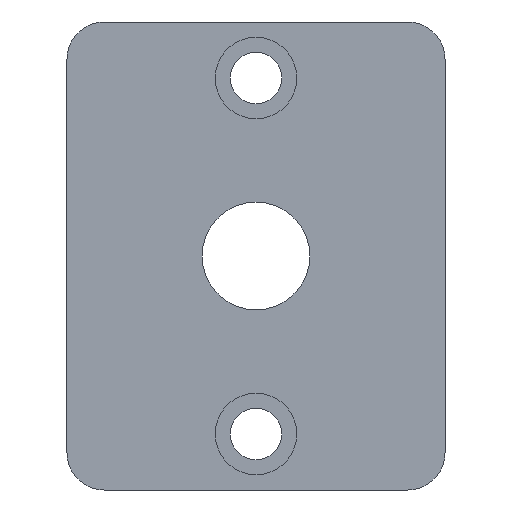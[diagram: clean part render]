
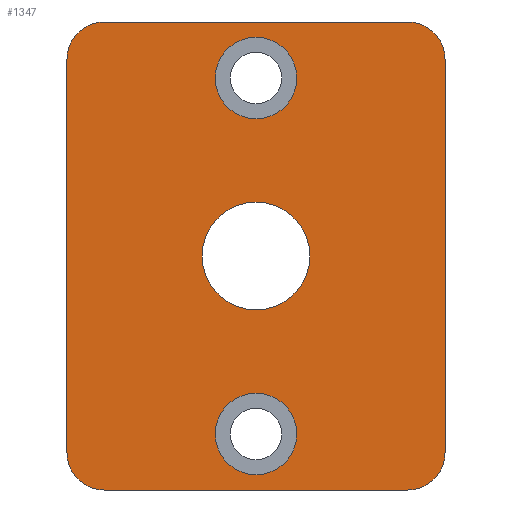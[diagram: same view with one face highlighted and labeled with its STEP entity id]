
A CAD part, front view. The second image highlights one B-rep face of the part: STEP entity #1347.
In plain terms, the highlighted planar face has unit normal (0, -1, 0).
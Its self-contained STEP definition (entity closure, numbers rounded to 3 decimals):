
#9 = ORIENTED_EDGE ( 'NONE', *, *, #569, .F. ) ;
#83 = CARTESIAN_POINT ( 'NONE',  ( -7.725, -31.2, 39.012 ) ) ;
#88 = ORIENTED_EDGE ( 'NONE', *, *, #1200, .T. ) ;
#91 = CARTESIAN_POINT ( 'NONE',  ( -7.725, -31.2, 0.987 ) ) ;
#94 = CARTESIAN_POINT ( 'NONE',  ( 12.825, -31.2, -1. ) ) ;
#104 = CARTESIAN_POINT ( 'NONE',  ( 0.975, -31.2, 39.012 ) ) ;
#121 = AXIS2_PLACEMENT_3D ( 'NONE', #282, #1642, #739 ) ;
#159 = VERTEX_POINT ( 'NONE', #1182 ) ;
#163 = DIRECTION ( 'NONE',  ( 0., 1., 0. ) ) ;
#168 = ORIENTED_EDGE ( 'NONE', *, *, #1385, .F. ) ;
#182 = DIRECTION ( 'NONE',  ( 0., -1., 0. ) ) ;
#190 = VERTEX_POINT ( 'NONE', #259 ) ;
#203 = CARTESIAN_POINT ( 'NONE',  ( -19.575, -31.2, 45. ) ) ;
#228 = EDGE_LOOP ( 'NONE', ( #1604, #565 ) ) ;
#241 = CARTESIAN_POINT ( 'NONE',  ( -23.575, -31.2, -5. ) ) ;
#259 = CARTESIAN_POINT ( 'NONE',  ( 12.825, -31.2, 45. ) ) ;
#274 = CARTESIAN_POINT ( 'NONE',  ( -23.575, -31.2, -1. ) ) ;
#281 = EDGE_CURVE ( 'NONE', #190, #1150, #616, .T. ) ;
#282 = CARTESIAN_POINT ( 'NONE',  ( -19.575, -31.2, -1. ) ) ;
#283 = EDGE_CURVE ( 'NONE', #1611, #605, #456, .T. ) ;
#292 = DIRECTION ( 'NONE',  ( 0., -1., 0. ) ) ;
#295 = CARTESIAN_POINT ( 'NONE',  ( -23.575, -31.2, 41. ) ) ;
#310 = CARTESIAN_POINT ( 'NONE',  ( -3.375, -31.2, 39.012 ) ) ;
#321 = FACE_OUTER_BOUND ( 'NONE', #1542, .T. ) ;
#348 = DIRECTION ( 'NONE',  ( -1., 0., 0. ) ) ;
#360 = DIRECTION ( 'NONE',  ( -1., 0., 0. ) ) ;
#369 = VERTEX_POINT ( 'NONE', #1415 ) ;
#378 = AXIS2_PLACEMENT_3D ( 'NONE', #310, #1264, #1244 ) ;
#381 = AXIS2_PLACEMENT_3D ( 'NONE', #1141, #182, #360 ) ;
#382 = CARTESIAN_POINT ( 'NONE',  ( 16.825, -31.2, -1. ) ) ;
#388 = CARTESIAN_POINT ( 'NONE',  ( -3.375, -31.2, 0.987 ) ) ;
#410 = CIRCLE ( 'NONE', #121, 4. ) ;
#417 = LINE ( 'NONE', #241, #907 ) ;
#432 = DIRECTION ( 'NONE',  ( -1., 0., 0. ) ) ;
#437 = ORIENTED_EDGE ( 'NONE', *, *, #283, .F. ) ;
#451 = VERTEX_POINT ( 'NONE', #1008 ) ;
#456 = LINE ( 'NONE', #623, #578 ) ;
#471 = AXIS2_PLACEMENT_3D ( 'NONE', #388, #1019, #560 ) ;
#481 = DIRECTION ( 'NONE',  ( 1., 0., 0. ) ) ;
#509 = CIRCLE ( 'NONE', #1207, 4.35 ) ;
#541 = VERTEX_POINT ( 'NONE', #83 ) ;
#558 = CARTESIAN_POINT ( 'NONE',  ( 16.825, -31.2, 41. ) ) ;
#560 = DIRECTION ( 'NONE',  ( 1., 0., 0. ) ) ;
#565 = ORIENTED_EDGE ( 'NONE', *, *, #714, .F. ) ;
#569 = EDGE_CURVE ( 'NONE', #1615, #451, #1903, .T. ) ;
#578 = VECTOR ( 'NONE', #1540, 1000. ) ;
#582 = CARTESIAN_POINT ( 'NONE',  ( 16.825, -31.2, -5. ) ) ;
#605 = VERTEX_POINT ( 'NONE', #1798 ) ;
#616 = LINE ( 'NONE', #1255, #866 ) ;
#623 = CARTESIAN_POINT ( 'NONE',  ( 16.825, -31.2, -5. ) ) ;
#679 = VERTEX_POINT ( 'NONE', #274 ) ;
#691 = VERTEX_POINT ( 'NONE', #295 ) ;
#693 = ORIENTED_EDGE ( 'NONE', *, *, #1857, .T. ) ;
#704 = CARTESIAN_POINT ( 'NONE',  ( 12.825, -31.2, -5. ) ) ;
#714 = EDGE_CURVE ( 'NONE', #159, #369, #1367, .T. ) ;
#718 = DIRECTION ( 'NONE',  ( -1., 0., 0. ) ) ;
#726 = ORIENTED_EDGE ( 'NONE', *, *, #1535, .T. ) ;
#739 = DIRECTION ( 'NONE',  ( -1., 0., 0. ) ) ;
#795 = CARTESIAN_POINT ( 'NONE',  ( -3.375, -31.2, 39.012 ) ) ;
#810 = CIRCLE ( 'NONE', #1301, 4. ) ;
#817 = DIRECTION ( 'NONE',  ( 0., -1., 0. ) ) ;
#863 = CIRCLE ( 'NONE', #1649, 5.75 ) ;
#866 = VECTOR ( 'NONE', #1853, 1000. ) ;
#874 = AXIS2_PLACEMENT_3D ( 'NONE', #1451, #817, #348 ) ;
#875 = DIRECTION ( 'NONE',  ( 0., -1., 0. ) ) ;
#887 = DIRECTION ( 'NONE',  ( 0., -1., 0. ) ) ;
#907 = VECTOR ( 'NONE', #1805, 1000. ) ;
#968 = CIRCLE ( 'NONE', #874, 4. ) ;
#1008 = CARTESIAN_POINT ( 'NONE',  ( 0.975, -31.2, 0.987 ) ) ;
#1019 = DIRECTION ( 'NONE',  ( 0., -1., 0. ) ) ;
#1077 = EDGE_CURVE ( 'NONE', #541, #1300, #1845, .T. ) ;
#1082 = FACE_BOUND ( 'NONE', #1532, .T. ) ;
#1084 = CARTESIAN_POINT ( 'NONE',  ( -3.375, -31.2, 20. ) ) ;
#1141 = CARTESIAN_POINT ( 'NONE',  ( 12.825, -31.2, 41. ) ) ;
#1143 = ORIENTED_EDGE ( 'NONE', *, *, #1577, .F. ) ;
#1150 = VERTEX_POINT ( 'NONE', #203 ) ;
#1174 = ORIENTED_EDGE ( 'NONE', *, *, #281, .T. ) ;
#1182 = CARTESIAN_POINT ( 'NONE',  ( -9.125, -31.2, 20. ) ) ;
#1196 = LINE ( 'NONE', #582, #1841 ) ;
#1200 = EDGE_CURVE ( 'NONE', #1338, #190, #1265, .T. ) ;
#1207 = AXIS2_PLACEMENT_3D ( 'NONE', #1273, #1886, #481 ) ;
#1209 = DIRECTION ( 'NONE',  ( 0., 0., 1. ) ) ;
#1219 = CARTESIAN_POINT ( 'NONE',  ( -3.375, -31.2, 20. ) ) ;
#1244 = DIRECTION ( 'NONE',  ( 1., 0., 0. ) ) ;
#1255 = CARTESIAN_POINT ( 'NONE',  ( 16.825, -31.2, 45. ) ) ;
#1263 = CIRCLE ( 'NONE', #1786, 4.35 ) ;
#1264 = DIRECTION ( 'NONE',  ( 0., -1., 0. ) ) ;
#1265 = CIRCLE ( 'NONE', #381, 4. ) ;
#1273 = CARTESIAN_POINT ( 'NONE',  ( -3.375, -31.2, 0.987 ) ) ;
#1300 = VERTEX_POINT ( 'NONE', #104 ) ;
#1301 = AXIS2_PLACEMENT_3D ( 'NONE', #94, #875, #718 ) ;
#1306 = ORIENTED_EDGE ( 'NONE', *, *, #1796, .T. ) ;
#1337 = EDGE_CURVE ( 'NONE', #1611, #1661, #810, .T. ) ;
#1338 = VERTEX_POINT ( 'NONE', #558 ) ;
#1347 = ADVANCED_FACE ( 'NONE', ( #1502, #1082, #1832, #321 ), #1705, .F. ) ;
#1367 = CIRCLE ( 'NONE', #1977, 5.75 ) ;
#1381 = ORIENTED_EDGE ( 'NONE', *, *, #1337, .T. ) ;
#1385 = EDGE_CURVE ( 'NONE', #1300, #541, #1263, .T. ) ;
#1399 = CARTESIAN_POINT ( 'NONE',  ( 16.825, -31.2, -5. ) ) ;
#1415 = CARTESIAN_POINT ( 'NONE',  ( 2.375, -31.2, 20. ) ) ;
#1451 = CARTESIAN_POINT ( 'NONE',  ( -19.575, -31.2, 41. ) ) ;
#1459 = ORIENTED_EDGE ( 'NONE', *, *, #1077, .F. ) ;
#1502 = FACE_BOUND ( 'NONE', #1704, .T. ) ;
#1521 = DIRECTION ( 'NONE',  ( 1., 0., 0. ) ) ;
#1524 = DIRECTION ( 'NONE',  ( 1., 0., 0. ) ) ;
#1529 = AXIS2_PLACEMENT_3D ( 'NONE', #1399, #163, #432 ) ;
#1532 = EDGE_LOOP ( 'NONE', ( #1143, #9 ) ) ;
#1535 = EDGE_CURVE ( 'NONE', #1150, #691, #968, .T. ) ;
#1540 = DIRECTION ( 'NONE',  ( -1., 0., 0. ) ) ;
#1542 = EDGE_LOOP ( 'NONE', ( #1174, #726, #1593, #693, #437, #1381, #1306, #88 ) ) ;
#1547 = DIRECTION ( 'NONE',  ( 0., -1., 0. ) ) ;
#1577 = EDGE_CURVE ( 'NONE', #451, #1615, #509, .T. ) ;
#1593 = ORIENTED_EDGE ( 'NONE', *, *, #1755, .F. ) ;
#1604 = ORIENTED_EDGE ( 'NONE', *, *, #1820, .F. ) ;
#1611 = VERTEX_POINT ( 'NONE', #704 ) ;
#1615 = VERTEX_POINT ( 'NONE', #91 ) ;
#1642 = DIRECTION ( 'NONE',  ( 0., -1., 0. ) ) ;
#1649 = AXIS2_PLACEMENT_3D ( 'NONE', #1219, #887, #1521 ) ;
#1661 = VERTEX_POINT ( 'NONE', #382 ) ;
#1704 = EDGE_LOOP ( 'NONE', ( #168, #1459 ) ) ;
#1705 = PLANE ( 'NONE',  #1529 ) ;
#1755 = EDGE_CURVE ( 'NONE', #679, #691, #417, .T. ) ;
#1786 = AXIS2_PLACEMENT_3D ( 'NONE', #795, #292, #1849 ) ;
#1796 = EDGE_CURVE ( 'NONE', #1661, #1338, #1196, .T. ) ;
#1798 = CARTESIAN_POINT ( 'NONE',  ( -19.575, -31.2, -5. ) ) ;
#1805 = DIRECTION ( 'NONE',  ( 0., 0., 1. ) ) ;
#1820 = EDGE_CURVE ( 'NONE', #369, #159, #863, .T. ) ;
#1832 = FACE_BOUND ( 'NONE', #228, .T. ) ;
#1841 = VECTOR ( 'NONE', #1209, 1000. ) ;
#1845 = CIRCLE ( 'NONE', #378, 4.35 ) ;
#1849 = DIRECTION ( 'NONE',  ( 1., 0., 0. ) ) ;
#1853 = DIRECTION ( 'NONE',  ( -1., 0., 0. ) ) ;
#1857 = EDGE_CURVE ( 'NONE', #679, #605, #410, .T. ) ;
#1886 = DIRECTION ( 'NONE',  ( 0., -1., 0. ) ) ;
#1903 = CIRCLE ( 'NONE', #471, 4.35 ) ;
#1977 = AXIS2_PLACEMENT_3D ( 'NONE', #1084, #1547, #1524 ) ;
